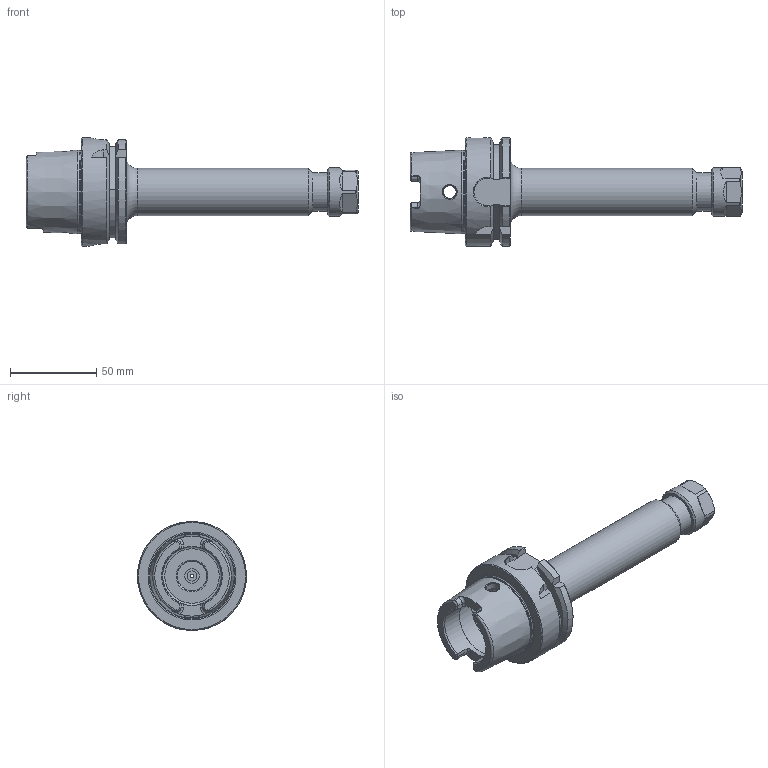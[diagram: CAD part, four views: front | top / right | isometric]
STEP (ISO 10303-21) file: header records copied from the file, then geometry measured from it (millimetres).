
FILE_DESCRIPTION(/* description */ ('ER COLLET CHUCK'),/* implementation_level */ '2;1');
FILE_NAME(/* name */ 'H63-16ERF630.stp',/* time_stamp */ '2017-01-26T14:13:59-05:00',/* author */ ('davhar'),/* organization */ (''),/* preprocessor_version */ 'ST-DEVELOPER v16.1',/* originating_system */ 'Autodesk Inventor 2016',/* authorisation */ '');
FILE_SCHEMA (('AUTOMOTIVE_DESIGN { 1 0 10303 214 3 1 1 }'));
Length unit declared in the file: inch
Products named in the file (5): H63-16ER6-1; H63-16ER6-1_1; 16ERHN; BS-20; H63-16ERF630
Assembly tree (4 placements, depth 3):
  H63-16ERF630
    H63-16ER6-1_1
      H63-16ER6-1
    16ERHN
    BS-20
Bounding box: 192.02 x 63 x 63 mm (x, y, z)
Volume: 146713.9 mm3; surface area: 40521.1 mm2
Topology: 3 solids, 3 shells, 189 faces, 481 edges, 304 vertices
Faces by surface type: plane 78, cylinder 47, cone 34, torus 19, bspline 11
Full cylindrical faces by diameter (mm): 2.286 x1, 7.5 x2, 8.4 x1, 9.461 x1, 9.728 x1, 10 x1, 10.973 x1, 11.176 x1, 12.4 x1, 16.916 x1, 19.016 x1, 20.5 x1, 22 x1, 23 x1, 27.432 x1, 28 x1, 34 x2, 40 x1, 48.041 x1, 63 x1
Entity records: 6414 total; most frequent: CARTESIAN_POINT 2053, ORIENTED_EDGE 832, DIRECTION 820, EDGE_CURVE 416, AXIS2_PLACEMENT_3D 337, VERTEX_POINT 288, EDGE_LOOP 254, FACE_OUTER_BOUND 189
